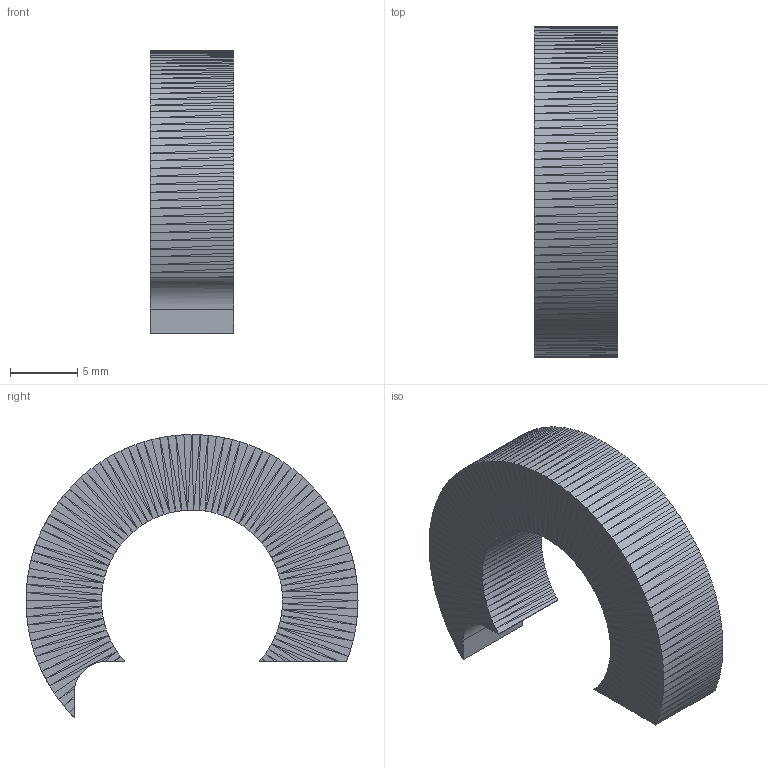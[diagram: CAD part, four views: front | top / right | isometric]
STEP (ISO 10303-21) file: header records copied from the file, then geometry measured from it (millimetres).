
FILE_DESCRIPTION(/* description */ (''),/* implementation_level */ '2;1');
FILE_NAME(/* name */ 'O.step',/* time_stamp */ '2026-02-19T15:36:58+01:00',/* author */ (''),/* organization */ (''),/* preprocessor_version */ 'ST-DEVELOPER v20.1',/* originating_system */ 'Autodesk Translation Framework v14.24.0.0',/* authorisation */ '');
FILE_SCHEMA (('AUTOMOTIVE_DESIGN { 1 0 10303 214 3 1 1 }'));
Length unit declared in the file: millimetre
Products named in the file (1): BMO Assistant
Bounding box: 6.2 x 24.64 x 20.98 mm (x, y, z)
Volume: 1412.4 mm3; surface area: 1058.5 mm2
Topology: 1 solids, 1 shells, 495 faces, 1006 edges, 513 vertices
Faces by surface type: plane 494, cylinder 1
Entity records: 12072 total; most frequent: CARTESIAN_POINT 2015, ORIENTED_EDGE 2012, DIRECTION 2005, EDGE_CURVE 1006, LINE 999, VECTOR 999, VERTEX_POINT 513, AXIS2_PLACEMENT_3D 503
